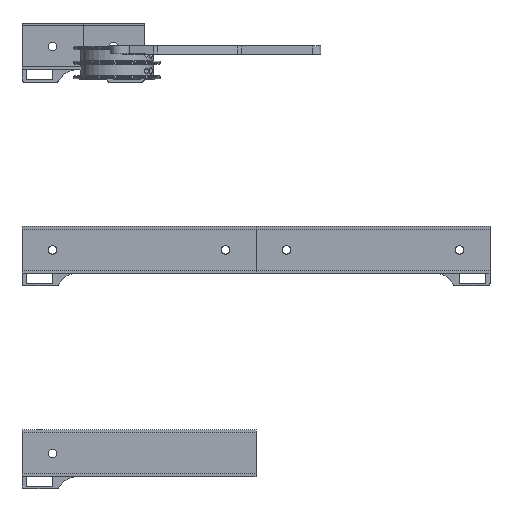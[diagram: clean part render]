
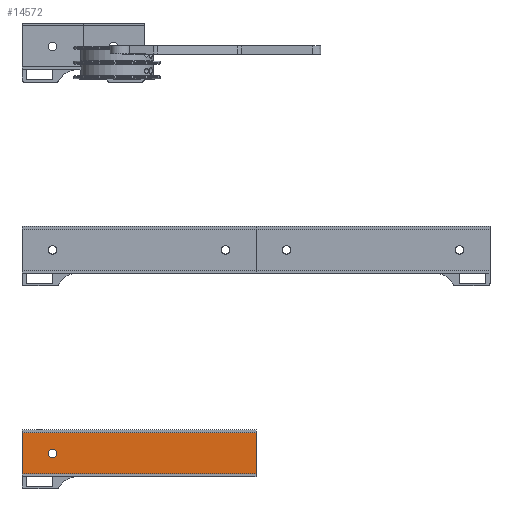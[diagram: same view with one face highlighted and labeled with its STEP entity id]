
A CAD part, top view. The second image highlights one B-rep face of the part: STEP entity #14572.
In plain terms, the highlighted planar face has unit normal (0, 0, 1).
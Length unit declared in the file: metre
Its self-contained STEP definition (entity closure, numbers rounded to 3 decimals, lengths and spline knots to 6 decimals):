
#1166=LINE('',#20533,#2414);
#1167=LINE('',#20536,#2415);
#1168=LINE('',#20538,#2416);
#1169=LINE('',#20540,#2417);
#2414=VECTOR('',#16944,1.);
#2415=VECTOR('',#16945,1.);
#2416=VECTOR('',#16946,1.);
#2417=VECTOR('',#16947,1.);
#3962=ORIENTED_EDGE('',*,*,#8169,.T.);
#3963=ORIENTED_EDGE('',*,*,#8170,.T.);
#3964=ORIENTED_EDGE('',*,*,#8171,.F.);
#3965=ORIENTED_EDGE('',*,*,#8172,.T.);
#3966=ORIENTED_EDGE('',*,*,#8173,.T.);
#8169=EDGE_CURVE('',#10311,#10312,#1166,.T.);
#8170=EDGE_CURVE('',#10312,#10313,#1167,.T.);
#8171=EDGE_CURVE('',#10314,#10313,#1168,.T.);
#8172=EDGE_CURVE('',#10314,#10311,#1169,.T.);
#8173=EDGE_CURVE('',#10315,#10315,#11716,.F.);
#10311=VERTEX_POINT('',#20534);
#10312=VERTEX_POINT('',#20535);
#10313=VERTEX_POINT('',#20537);
#10314=VERTEX_POINT('',#20539);
#10315=VERTEX_POINT('',#20542);
#11716=CIRCLE('',#15581,0.0021);
#12147=EDGE_LOOP('',(#3962,#3963,#3964,#3965));
#12148=EDGE_LOOP('',(#3966));
#13171=FACE_BOUND('',#12147,.T.);
#13172=FACE_BOUND('',#12148,.T.);
#14120=PLANE('',#15580);
#14572=ADVANCED_FACE('',(#13171,#13172),#14120,.T.);
#15580=AXIS2_PLACEMENT_3D('',#20532,#16942,#16943);
#15581=AXIS2_PLACEMENT_3D('',#20541,#16948,#16949);
#16942=DIRECTION('',(0.,0.,1.));
#16943=DIRECTION('',(-1.,0.,0.));
#16944=DIRECTION('',(1.,0.,0.));
#16945=DIRECTION('',(0.,1.,0.));
#16946=DIRECTION('',(1.,0.,0.));
#16947=DIRECTION('',(0.,-1.,0.));
#16948=DIRECTION('',(0.,0.,1.));
#16949=DIRECTION('',(1.,0.,0.));
#20532=CARTESIAN_POINT('',(-0.0335,-0.2,0.));
#20533=CARTESIAN_POINT('',(-0.0335,-0.2101,0.));
#20534=CARTESIAN_POINT('',(-0.04675,-0.2101,0.));
#20535=CARTESIAN_POINT('',(0.06825,-0.2101,0.));
#20536=CARTESIAN_POINT('',(0.06825,-0.2,0.));
#20537=CARTESIAN_POINT('',(0.06825,-0.1899,0.));
#20538=CARTESIAN_POINT('',(-0.0335,-0.1899,0.));
#20539=CARTESIAN_POINT('',(-0.04675,-0.1899,0.));
#20540=CARTESIAN_POINT('',(-0.04675,-0.2,0.));
#20541=CARTESIAN_POINT('',(-0.03175,-0.2,0.));
#20542=CARTESIAN_POINT('',(-0.02965,-0.2,0.));
